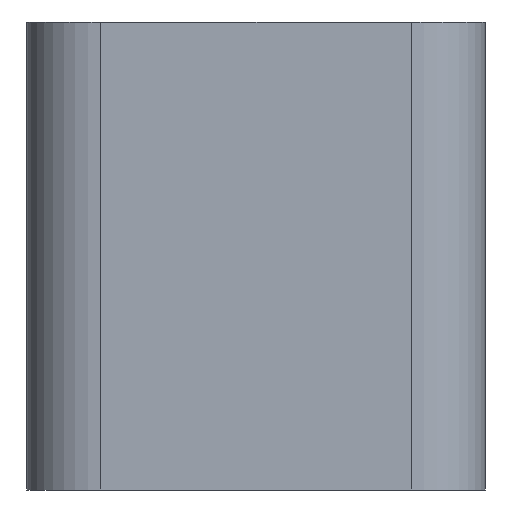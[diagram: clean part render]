
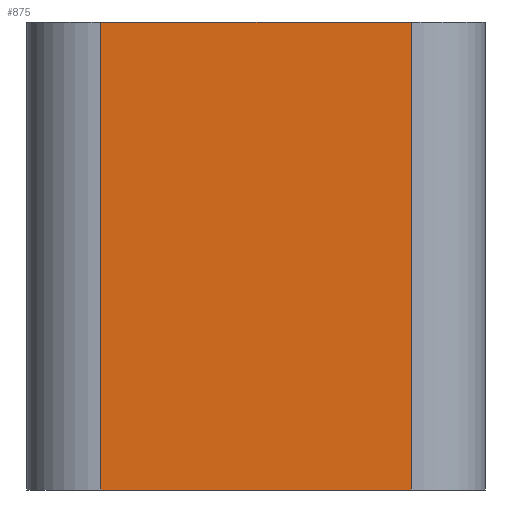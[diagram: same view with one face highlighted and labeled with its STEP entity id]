
A CAD part, left-side view. The second image highlights one B-rep face of the part: STEP entity #875.
In plain terms, the highlighted planar face has unit normal (-1, 0, 0).
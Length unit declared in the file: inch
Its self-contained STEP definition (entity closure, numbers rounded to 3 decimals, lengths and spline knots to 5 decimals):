
#8 = ORIENTED_EDGE ( 'NONE', *, *, #1201, .F. ) ;
#15 = ORIENTED_EDGE ( 'NONE', *, *, #2189, .F. ) ;
#41 = VERTEX_POINT ( 'NONE', #2341 ) ;
#94 = DIRECTION ( 'NONE',  ( 0., 1., 0. ) ) ;
#108 = VECTOR ( 'NONE', #94, 39.37008 ) ;
#209 = ORIENTED_EDGE ( 'NONE', *, *, #503, .F. ) ;
#227 = DIRECTION ( 'NONE',  ( 0., 0., 1. ) ) ;
#283 = LINE ( 'NONE', #1792, #108 ) ;
#355 = DIRECTION ( 'NONE',  ( 0., 1., 0. ) ) ;
#468 = VERTEX_POINT ( 'NONE', #1232 ) ;
#481 = CARTESIAN_POINT ( 'NONE',  ( -0.97047, -0.65354, 1.9685 ) ) ;
#484 = CARTESIAN_POINT ( 'NONE',  ( -0.97047, -0.65354, 0. ) ) ;
#503 = EDGE_CURVE ( 'NONE', #468, #41, #2191, .T. ) ;
#513 = VECTOR ( 'NONE', #227, 39.37008 ) ;
#554 = DIRECTION ( 'NONE',  ( 1., 0., 0. ) ) ;
#704 = PLANE ( 'NONE',  #1295 ) ;
#837 = VECTOR ( 'NONE', #2343, 39.37008 ) ;
#875 = ADVANCED_FACE ( 'NONE', ( #2375 ), #704, .F. ) ;
#918 = CARTESIAN_POINT ( 'NONE',  ( -0.97047, 0.80709, 1.9685 ) ) ;
#1142 = VERTEX_POINT ( 'NONE', #484 ) ;
#1201 = EDGE_CURVE ( 'NONE', #1142, #1383, #283, .T. ) ;
#1232 = CARTESIAN_POINT ( 'NONE',  ( -0.97047, 0.65354, 1.9685 ) ) ;
#1295 = AXIS2_PLACEMENT_3D ( 'NONE', #918, #554, #355 ) ;
#1355 = CARTESIAN_POINT ( 'NONE',  ( -0.97047, 0.65354, 0. ) ) ;
#1359 = CARTESIAN_POINT ( 'NONE',  ( -0.97047, 0.65354, 1.9685 ) ) ;
#1360 = EDGE_LOOP ( 'NONE', ( #209, #15, #8, #2138 ) ) ;
#1373 = LINE ( 'NONE', #1359, #513 ) ;
#1383 = VERTEX_POINT ( 'NONE', #1355 ) ;
#1390 = LINE ( 'NONE', #481, #837 ) ;
#1629 = CARTESIAN_POINT ( 'NONE',  ( -0.97047, 0.65354, 1.9685 ) ) ;
#1763 = VECTOR ( 'NONE', #2369, 39.37008 ) ;
#1792 = CARTESIAN_POINT ( 'NONE',  ( -0.97047, 0.65354, 0. ) ) ;
#1921 = EDGE_CURVE ( 'NONE', #41, #1142, #1390, .T. ) ;
#2138 = ORIENTED_EDGE ( 'NONE', *, *, #1921, .F. ) ;
#2189 = EDGE_CURVE ( 'NONE', #1383, #468, #1373, .T. ) ;
#2191 = LINE ( 'NONE', #1629, #1763 ) ;
#2341 = CARTESIAN_POINT ( 'NONE',  ( -0.97047, -0.65354, 1.9685 ) ) ;
#2343 = DIRECTION ( 'NONE',  ( 0., 0., -1. ) ) ;
#2369 = DIRECTION ( 'NONE',  ( 0., -1., 0. ) ) ;
#2375 = FACE_OUTER_BOUND ( 'NONE', #1360, .T. ) ;
